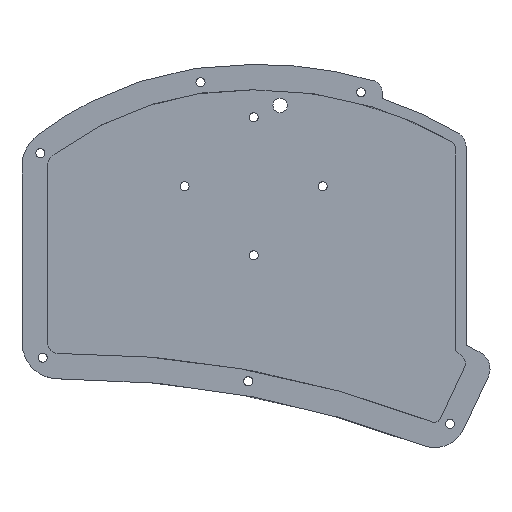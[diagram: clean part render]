
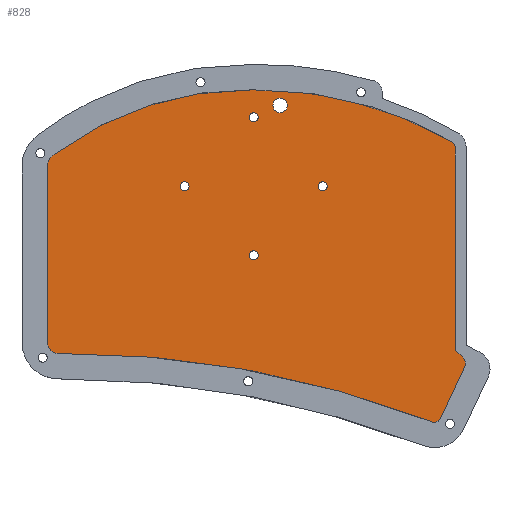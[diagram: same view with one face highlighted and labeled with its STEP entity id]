
A CAD part, top view. The second image highlights one B-rep face of the part: STEP entity #828.
In plain terms, the highlighted planar face has unit normal (0, 0, 1).
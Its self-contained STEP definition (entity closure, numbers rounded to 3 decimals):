
#52=FACE_BOUND('',#158,.T.);
#53=FACE_BOUND('',#159,.T.);
#54=FACE_BOUND('',#160,.T.);
#55=FACE_BOUND('',#161,.T.);
#56=FACE_BOUND('',#162,.T.);
#108=FACE_OUTER_BOUND('',#157,.T.);
#157=EDGE_LOOP('',(#732,#733,#734,#735,#736,#737,#738,#739,#740,#741,#742,
#743));
#158=EDGE_LOOP('',(#744));
#159=EDGE_LOOP('',(#745));
#160=EDGE_LOOP('',(#746));
#161=EDGE_LOOP('',(#747));
#162=EDGE_LOOP('',(#748));
#188=CIRCLE('',#860,1.959);
#189=CIRCLE('',#863,4.505);
#190=CIRCLE('',#866,1.981);
#191=CIRCLE('',#868,1.25);
#196=CIRCLE('',#877,1.25);
#201=CIRCLE('',#886,1.25);
#203=CIRCLE('',#889,1.25);
#205=CIRCLE('',#892,2.);
#222=LINE('',#1297,#277);
#226=LINE('',#1328,#281);
#230=LINE('',#1350,#285);
#277=VECTOR('',#953,10.);
#281=VECTOR('',#963,10.);
#285=VECTOR('',#973,10.);
#334=B_SPLINE_CURVE_WITH_KNOTS('',3,(#1263,#1264,#1265,#1266,#1267,#1268,
#1269),.UNSPECIFIED.,.F.,.F.,(4,3,4),(0.,0.003,1.701),
 .UNSPECIFIED.);
#335=B_SPLINE_CURVE_WITH_KNOTS('',3,(#1287,#1288,#1289,#1290,#1291,#1292,
#1293),.UNSPECIFIED.,.F.,.F.,(4,3,4),(0.,0.18,0.198),
 .UNSPECIFIED.);
#336=B_SPLINE_CURVE_WITH_KNOTS('',3,(#1318,#1319,#1320,#1321,#1322,#1323,
#1324),.UNSPECIFIED.,.F.,.F.,(4,3,4),(0.,0.006,0.191),
 .UNSPECIFIED.);
#337=B_SPLINE_CURVE_WITH_KNOTS('',3,(#1339,#1340,#1341,#1342),
 .UNSPECIFIED.,.F.,.F.,(4,4),(0.,5.888),.UNSPECIFIED.);
#338=B_SPLINE_CURVE_WITH_KNOTS('',3,(#1373,#1374,#1375,#1376,#1377,#1378,
#1379,#1380,#1381,#1382),.UNSPECIFIED.,.F.,.F.,(4,3,3,4),(0.,0.002,
0.137,0.148),.UNSPECIFIED.);
#339=B_SPLINE_CURVE_WITH_KNOTS('',3,(#1393,#1394,#1395,#1396),
 .UNSPECIFIED.,.F.,.F.,(4,4),(0.,10.526),.UNSPECIFIED.);
#381=VERTEX_POINT('',#1261);
#382=VERTEX_POINT('',#1262);
#383=VERTEX_POINT('',#1286);
#384=VERTEX_POINT('',#1296);
#385=VERTEX_POINT('',#1300);
#386=VERTEX_POINT('',#1317);
#387=VERTEX_POINT('',#1327);
#388=VERTEX_POINT('',#1338);
#389=VERTEX_POINT('',#1345);
#390=VERTEX_POINT('',#1349);
#391=VERTEX_POINT('',#1372);
#392=VERTEX_POINT('',#1392);
#393=VERTEX_POINT('',#1401);
#398=VERTEX_POINT('',#1419);
#403=VERTEX_POINT('',#1437);
#405=VERTEX_POINT('',#1443);
#407=VERTEX_POINT('',#1449);
#459=EDGE_CURVE('',#381,#382,#334,.T.);
#462=EDGE_CURVE('',#383,#381,#335,.T.);
#464=EDGE_CURVE('',#384,#383,#222,.T.);
#466=EDGE_CURVE('',#385,#384,#188,.T.);
#468=EDGE_CURVE('',#386,#385,#336,.T.);
#470=EDGE_CURVE('',#387,#386,#226,.T.);
#472=EDGE_CURVE('',#382,#388,#337,.T.);
#474=EDGE_CURVE('',#388,#389,#189,.T.);
#476=EDGE_CURVE('',#389,#390,#230,.T.);
#478=EDGE_CURVE('',#390,#391,#338,.T.);
#480=EDGE_CURVE('',#391,#392,#339,.T.);
#482=EDGE_CURVE('',#392,#387,#190,.T.);
#483=EDGE_CURVE('',#393,#393,#191,.T.);
#492=EDGE_CURVE('',#398,#398,#196,.T.);
#501=EDGE_CURVE('',#403,#403,#201,.T.);
#504=EDGE_CURVE('',#405,#405,#203,.T.);
#507=EDGE_CURVE('',#407,#407,#205,.T.);
#732=ORIENTED_EDGE('',*,*,#470,.T.);
#733=ORIENTED_EDGE('',*,*,#468,.T.);
#734=ORIENTED_EDGE('',*,*,#466,.T.);
#735=ORIENTED_EDGE('',*,*,#464,.T.);
#736=ORIENTED_EDGE('',*,*,#462,.T.);
#737=ORIENTED_EDGE('',*,*,#459,.T.);
#738=ORIENTED_EDGE('',*,*,#472,.T.);
#739=ORIENTED_EDGE('',*,*,#474,.T.);
#740=ORIENTED_EDGE('',*,*,#476,.T.);
#741=ORIENTED_EDGE('',*,*,#478,.T.);
#742=ORIENTED_EDGE('',*,*,#480,.T.);
#743=ORIENTED_EDGE('',*,*,#482,.T.);
#744=ORIENTED_EDGE('',*,*,#507,.T.);
#745=ORIENTED_EDGE('',*,*,#504,.T.);
#746=ORIENTED_EDGE('',*,*,#501,.T.);
#747=ORIENTED_EDGE('',*,*,#492,.T.);
#748=ORIENTED_EDGE('',*,*,#483,.T.);
#786=PLANE('',#908);
#828=ADVANCED_FACE('',(#108,#52,#53,#54,#55,#56),#786,.T.);
#860=AXIS2_PLACEMENT_3D('',#1301,#957,#958);
#863=AXIS2_PLACEMENT_3D('',#1346,#968,#969);
#866=AXIS2_PLACEMENT_3D('',#1399,#979,#980);
#868=AXIS2_PLACEMENT_3D('',#1402,#983,#984);
#877=AXIS2_PLACEMENT_3D('',#1420,#1005,#1006);
#886=AXIS2_PLACEMENT_3D('',#1438,#1027,#1028);
#889=AXIS2_PLACEMENT_3D('',#1444,#1034,#1035);
#892=AXIS2_PLACEMENT_3D('',#1450,#1041,#1042);
#908=AXIS2_PLACEMENT_3D('',#1647,#1095,#1096);
#953=DIRECTION('',(0.,1.,0.));
#957=DIRECTION('center_axis',(0.,0.,-1.));
#958=DIRECTION('ref_axis',(-0.954,-0.299,0.));
#963=DIRECTION('',(0.424,0.905,0.));
#968=DIRECTION('center_axis',(0.,0.,1.));
#969=DIRECTION('ref_axis',(-0.565,0.825,0.));
#973=DIRECTION('',(0.001,-1.,0.));
#979=DIRECTION('center_axis',(0.,0.,1.));
#980=DIRECTION('ref_axis',(-0.394,-0.919,0.));
#983=DIRECTION('center_axis',(0.,0.,-1.));
#984=DIRECTION('ref_axis',(1.,0.,0.));
#1005=DIRECTION('center_axis',(0.,0.,-1.));
#1006=DIRECTION('ref_axis',(1.,0.,0.));
#1027=DIRECTION('center_axis',(0.,0.,-1.));
#1028=DIRECTION('ref_axis',(1.,0.,0.));
#1034=DIRECTION('center_axis',(0.,0.,-1.));
#1035=DIRECTION('ref_axis',(1.,0.,0.));
#1041=DIRECTION('center_axis',(0.,0.,-1.));
#1042=DIRECTION('ref_axis',(1.,0.,0.));
#1095=DIRECTION('center_axis',(0.,0.,1.));
#1096=DIRECTION('ref_axis',(1.,0.,0.));
#1261=CARTESIAN_POINT('',(276.998,-133.81,1.6));
#1262=CARTESIAN_POINT('',(221.916,-119.385,1.6));
#1263=CARTESIAN_POINT('Ctrl Pts',(276.998,-133.81,1.6));
#1264=CARTESIAN_POINT('Ctrl Pts',(276.972,-133.795,1.6));
#1265=CARTESIAN_POINT('Ctrl Pts',(276.945,-133.779,1.6));
#1266=CARTESIAN_POINT('Ctrl Pts',(276.918,-133.763,1.6));
#1267=CARTESIAN_POINT('Ctrl Pts',(260.232,-124.059,1.6));
#1268=CARTESIAN_POINT('Ctrl Pts',(241.216,-119.088,1.6));
#1269=CARTESIAN_POINT('Ctrl Pts',(221.916,-119.385,1.6));
#1286=CARTESIAN_POINT('',(277.777,-135.437,1.6));
#1287=CARTESIAN_POINT('Ctrl Pts',(277.777,-135.437,1.6));
#1288=CARTESIAN_POINT('Ctrl Pts',(277.783,-134.837,1.6));
#1289=CARTESIAN_POINT('Ctrl Pts',(277.523,-134.263,1.6));
#1290=CARTESIAN_POINT('Ctrl Pts',(277.069,-133.871,1.6));
#1291=CARTESIAN_POINT('Ctrl Pts',(277.045,-133.851,1.6));
#1292=CARTESIAN_POINT('Ctrl Pts',(277.022,-133.83,1.6));
#1293=CARTESIAN_POINT('Ctrl Pts',(276.998,-133.81,1.6));
#1296=CARTESIAN_POINT('',(277.777,-190.991,1.6));
#1297=CARTESIAN_POINT('',(277.777,-150.261,1.6));
#1300=CARTESIAN_POINT('',(278.752,-192.149,1.6));
#1301=CARTESIAN_POINT('Origin',(279.647,-190.406,1.6));
#1317=CARTESIAN_POINT('',(280.417,-195.733,1.6));
#1318=CARTESIAN_POINT('Ctrl Pts',(280.417,-195.733,1.6));
#1319=CARTESIAN_POINT('Ctrl Pts',(280.425,-195.7,1.6));
#1320=CARTESIAN_POINT('Ctrl Pts',(280.433,-195.667,1.6));
#1321=CARTESIAN_POINT('Ctrl Pts',(280.44,-195.634,1.6));
#1322=CARTESIAN_POINT('Ctrl Pts',(280.781,-194.224,1.6));
#1323=CARTESIAN_POINT('Ctrl Pts',(280.068,-192.755,1.6));
#1324=CARTESIAN_POINT('Ctrl Pts',(278.752,-192.149,1.6));
#1327=CARTESIAN_POINT('',(273.654,-210.161,1.6));
#1328=CARTESIAN_POINT('',(281.115,-194.243,1.6));
#1338=CARTESIAN_POINT('',(167.071,-137.197,1.6));
#1339=CARTESIAN_POINT('Ctrl Pts',(221.916,-119.385,1.6));
#1340=CARTESIAN_POINT('Ctrl Pts',(202.165,-119.076,1.6));
#1341=CARTESIAN_POINT('Ctrl Pts',(182.871,-125.342,1.6));
#1342=CARTESIAN_POINT('Ctrl Pts',(167.071,-137.197,1.6));
#1345=CARTESIAN_POINT('',(165.226,-139.904,1.6));
#1346=CARTESIAN_POINT('Origin',(169.616,-140.915,1.6));
#1349=CARTESIAN_POINT('',(165.266,-189.33,1.6));
#1350=CARTESIAN_POINT('',(165.256,-177.231,1.6));
#1372=CARTESIAN_POINT('',(168.32,-192.129,1.6));
#1373=CARTESIAN_POINT('Ctrl Pts',(165.266,-189.33,1.6));
#1374=CARTESIAN_POINT('Ctrl Pts',(165.267,-189.342,1.6));
#1375=CARTESIAN_POINT('Ctrl Pts',(165.268,-189.354,1.6));
#1376=CARTESIAN_POINT('Ctrl Pts',(165.269,-189.366,1.6));
#1377=CARTESIAN_POINT('Ctrl Pts',(165.376,-190.822,1.6));
#1378=CARTESIAN_POINT('Ctrl Pts',(166.53,-191.979,1.6));
#1379=CARTESIAN_POINT('Ctrl Pts',(167.956,-192.116,1.6));
#1380=CARTESIAN_POINT('Ctrl Pts',(168.076,-192.127,1.6));
#1381=CARTESIAN_POINT('Ctrl Pts',(168.198,-192.132,1.6));
#1382=CARTESIAN_POINT('Ctrl Pts',(168.32,-192.129,1.6));
#1392=CARTESIAN_POINT('',(271.191,-210.932,1.6));
#1393=CARTESIAN_POINT('Ctrl Pts',(168.32,-192.129,1.6));
#1394=CARTESIAN_POINT('Ctrl Pts',(203.481,-191.949,1.6));
#1395=CARTESIAN_POINT('Ctrl Pts',(238.367,-198.326,1.6));
#1396=CARTESIAN_POINT('Ctrl Pts',(271.191,-210.932,1.6));
#1399=CARTESIAN_POINT('Origin',(271.973,-209.112,1.6));
#1401=CARTESIAN_POINT('',(201.816,-146.028,1.6));
#1402=CARTESIAN_POINT('Origin',(203.066,-146.028,1.6));
#1419=CARTESIAN_POINT('',(220.866,-165.078,1.6));
#1420=CARTESIAN_POINT('Origin',(222.116,-165.078,1.6));
#1437=CARTESIAN_POINT('',(239.915,-146.028,1.6));
#1438=CARTESIAN_POINT('Origin',(241.165,-146.028,1.6));
#1443=CARTESIAN_POINT('',(220.866,-126.978,1.6));
#1444=CARTESIAN_POINT('Origin',(222.116,-126.978,1.6));
#1449=CARTESIAN_POINT('',(227.441,-123.692,1.6));
#1450=CARTESIAN_POINT('Origin',(229.441,-123.692,1.6));
#1647=CARTESIAN_POINT('Origin',(222.787,-165.085,1.6));
